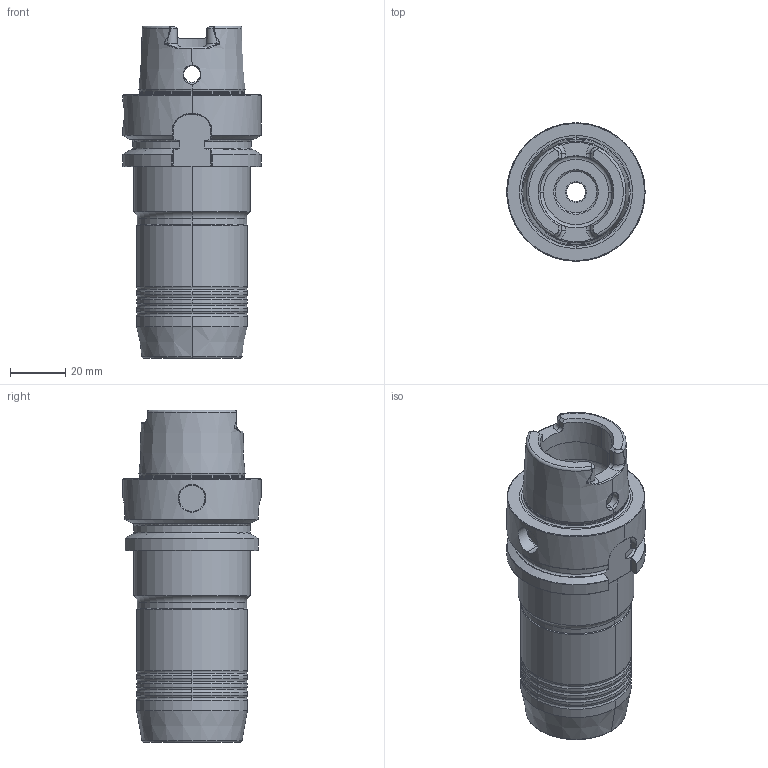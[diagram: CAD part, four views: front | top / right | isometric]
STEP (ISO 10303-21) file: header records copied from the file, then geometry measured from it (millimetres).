
FILE_DESCRIPTION (( 'STEP AP214' ), '1' );
FILE_NAME ('77.A50.018 x=95_step.STEP', '2021-06-22T13:19:14', ( '' ), ( '' ), 'SwSTEP 2.0', 'SolidWorks 2018', '' );
FILE_SCHEMA (( 'AUTOMOTIVE_DESIGN' ));
Length unit declared in the file: millimetre
Products named in the file (1): 77.A50.018 x=95_step
Bounding box: 49.95 x 49.95 x 119.9 mm (x, y, z)
Volume: 120089 mm3; surface area: 27207.7 mm2
Topology: 1 solids, 1 shells, 314 faces, 769 edges, 445 vertices
Faces by surface type: bspline 85, cylinder 65, torus 62, plane 59, cone 43
Entity records: 17977 total; most frequent: CARTESIAN_POINT 11197, ORIENTED_EDGE 1510, DIRECTION 1134, EDGE_CURVE 755, AXIS2_PLACEMENT_3D 491, VERTEX_POINT 445, EDGE_LOOP 322, B_SPLINE_CURVE_WITH_KNOTS 316
